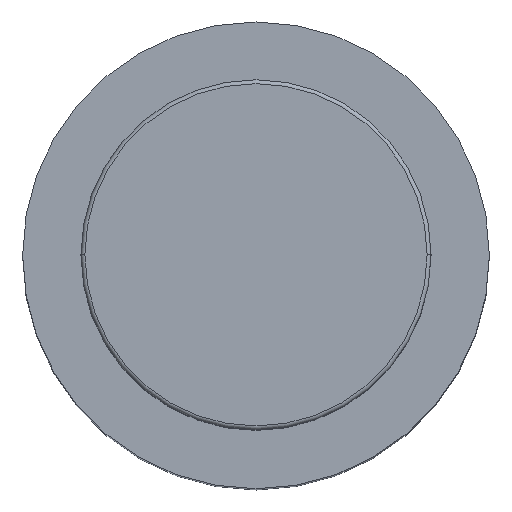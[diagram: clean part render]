
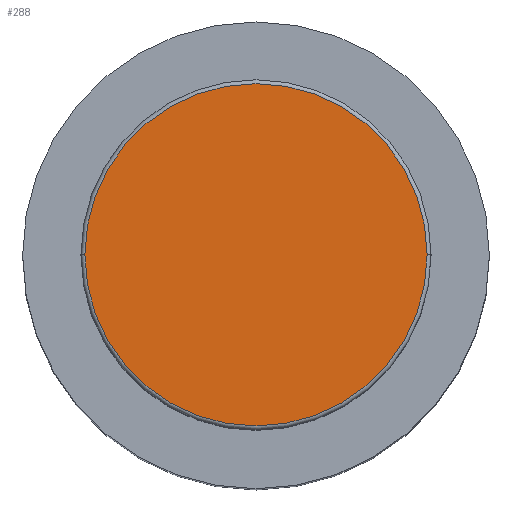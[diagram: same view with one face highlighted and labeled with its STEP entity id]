
A CAD part, top view. The second image highlights one B-rep face of the part: STEP entity #288.
In plain terms, the highlighted planar face has unit normal (0, 0, 1).
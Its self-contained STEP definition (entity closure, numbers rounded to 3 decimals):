
#8 = ORIENTED_EDGE ( 'NONE', *, *, #178, .T. ) ;
#65 = DIRECTION ( 'NONE',  ( 0., 0., 1. ) ) ;
#70 = CARTESIAN_POINT ( 'NONE',  ( 0., 0., 265. ) ) ;
#145 = CIRCLE ( 'NONE', #915, 44. ) ;
#159 = VERTEX_POINT ( 'NONE', #182 ) ;
#178 = EDGE_CURVE ( 'NONE', #159, #589, #145, .T. ) ;
#182 = CARTESIAN_POINT ( 'NONE',  ( -44., 0., 265. ) ) ;
#210 = DIRECTION ( 'NONE',  ( 1., 0., 0. ) ) ;
#221 = ORIENTED_EDGE ( 'NONE', *, *, #814, .T. ) ;
#288 = ADVANCED_FACE ( 'NONE', ( #1280 ), #978, .T. ) ;
#418 = EDGE_LOOP ( 'NONE', ( #221, #8 ) ) ;
#519 = AXIS2_PLACEMENT_3D ( 'NONE', #949, #824, #806 ) ;
#589 = VERTEX_POINT ( 'NONE', #674 ) ;
#674 = CARTESIAN_POINT ( 'NONE',  ( 44., 0., 265. ) ) ;
#731 = DIRECTION ( 'NONE',  ( 0., 0., 1. ) ) ;
#763 = CARTESIAN_POINT ( 'NONE',  ( 0., 0., 265. ) ) ;
#806 = DIRECTION ( 'NONE',  ( 1., 0., 0. ) ) ;
#814 = EDGE_CURVE ( 'NONE', #589, #159, #1029, .T. ) ;
#824 = DIRECTION ( 'NONE',  ( 0., 0., 1. ) ) ;
#915 = AXIS2_PLACEMENT_3D ( 'NONE', #70, #65, #210 ) ;
#949 = CARTESIAN_POINT ( 'NONE',  ( 0., 0., 265. ) ) ;
#978 = PLANE ( 'NONE',  #519 ) ;
#1019 = DIRECTION ( 'NONE',  ( 1., 0., 0. ) ) ;
#1029 = CIRCLE ( 'NONE', #1084, 44. ) ;
#1084 = AXIS2_PLACEMENT_3D ( 'NONE', #763, #731, #1019 ) ;
#1280 = FACE_OUTER_BOUND ( 'NONE', #418, .T. ) ;
